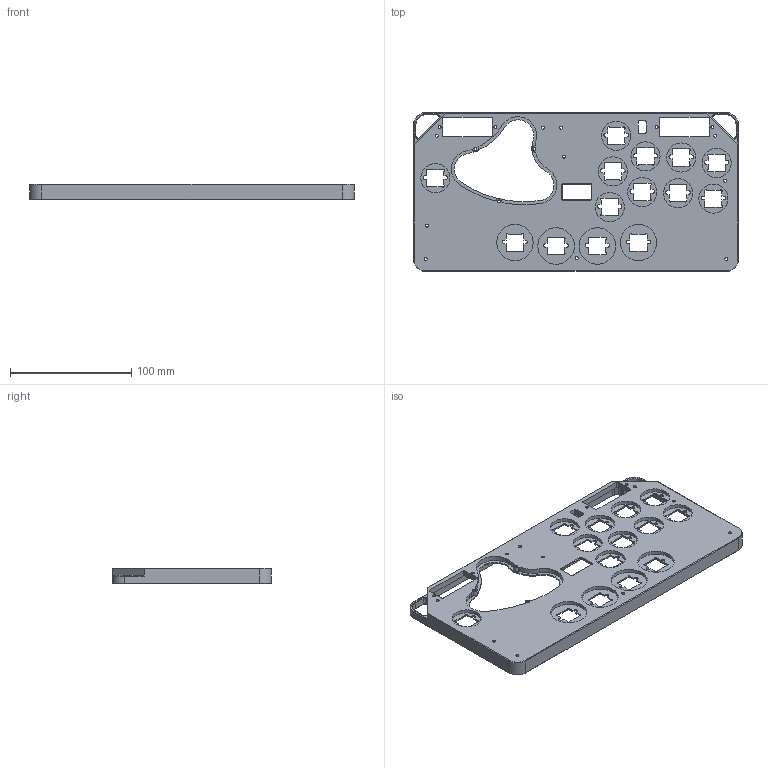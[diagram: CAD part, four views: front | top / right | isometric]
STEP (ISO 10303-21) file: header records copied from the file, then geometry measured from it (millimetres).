
FILE_DESCRIPTION (( 'STEP AP203' ), '1' );
FILE_NAME ('splitfox-body.STEP', '2025-03-10T22:58:28', ( '' ), ( '' ), 'SwSTEP 2.0', 'SolidWorks 2020', '' );
FILE_SCHEMA (( 'CONFIG_CONTROL_DESIGN' ));
Length unit declared in the file: millimetre
Products named in the file (1): splitfox-body
Bounding box: 267.76 x 130.95 x 13 mm (x, y, z)
Volume: 170798.6 mm3; surface area: 78696.1 mm2
Topology: 1 solids, 1 shells, 657 faces, 1821 edges, 1192 vertices
Faces by surface type: cylinder 330, plane 295, cone 32
Entity records: 21402 total; most frequent: DIRECTION 3835, CARTESIAN_POINT 3695, ORIENTED_EDGE 3642, EDGE_CURVE 1821, AXIS2_PLACEMENT_3D 1360, VERTEX_POINT 1192, LINE 1115, VECTOR 1115
